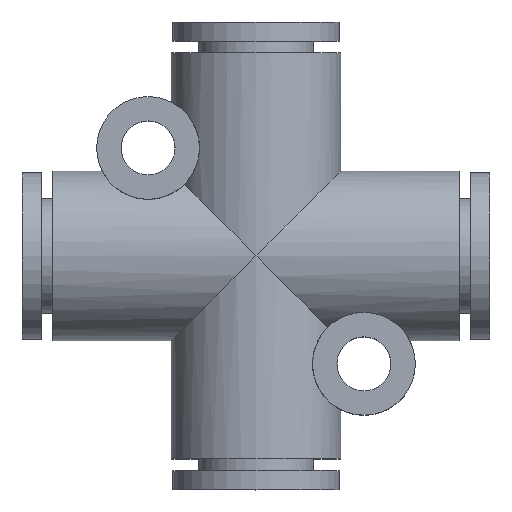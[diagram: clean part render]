
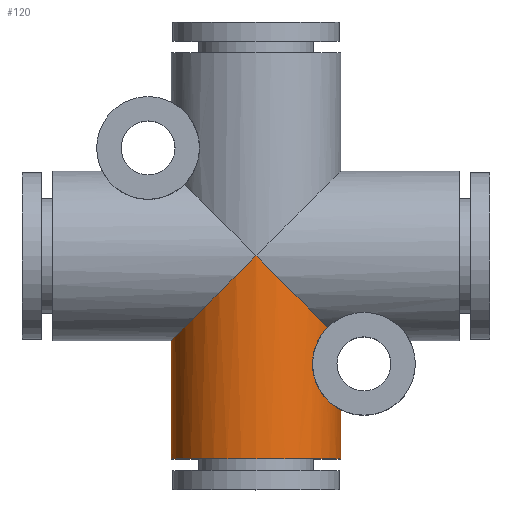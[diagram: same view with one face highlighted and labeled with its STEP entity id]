
A CAD part, top view. The second image highlights one B-rep face of the part: STEP entity #120.
In plain terms, the highlighted cylindrical face has radius 6.6 mm (diameter 13.2 mm), a full revolution.
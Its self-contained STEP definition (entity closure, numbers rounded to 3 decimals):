
#120 = ADVANCED_FACE( '', ( #271, #272 ), #273, .T. );
#271 = FACE_OUTER_BOUND( '', #436, .T. );
#272 = FACE_OUTER_BOUND( '', #437, .T. );
#273 = CYLINDRICAL_SURFACE( '', #438, 6.6 );
#436 = EDGE_LOOP( '', ( #658 ) );
#437 = EDGE_LOOP( '', ( #659, #660, #661, #662 ) );
#438 = AXIS2_PLACEMENT_3D( '', #663, #664, #665 );
#658 = ORIENTED_EDGE( '', *, *, #806, .F. );
#659 = ORIENTED_EDGE( '', *, *, #804, .F. );
#660 = ORIENTED_EDGE( '', *, *, #784, .T. );
#661 = ORIENTED_EDGE( '', *, *, #807, .T. );
#662 = ORIENTED_EDGE( '', *, *, #783, .T. );
#663 = CARTESIAN_POINT( '', ( 0., -18.2, 0. ) );
#664 = DIRECTION( '', ( 0., 1., 0. ) );
#665 = DIRECTION( '', ( 1., 0., 0. ) );
#783 = EDGE_CURVE( '', #875, #896, #899, .F. );
#784 = EDGE_CURVE( '', #897, #874, #900, .F. );
#804 = EDGE_CURVE( '', #897, #896, #929, .T. );
#806 = EDGE_CURVE( '', #931, #931, #932, .T. );
#807 = EDGE_CURVE( '', #874, #875, #933, .T. );
#874 = VERTEX_POINT( '', #1002 );
#875 = VERTEX_POINT( '', #1003 );
#896 = VERTEX_POINT( '', #1085 );
#897 = VERTEX_POINT( '', #1086 );
#899 = ELLIPSE( '', #1149, 9.334, 6.6 );
#900 = ELLIPSE( '', #1150, 9.334, 6.6 );
#929 = B_SPLINE_CURVE_WITH_KNOTS( '', 3, ( #1179, #1180, #1181, #1182, #1183, #1184, #1185, #1186, #1187, #1188, #1189, #1190, #1191, #1192, #1193, #1194, #1195, #1196, #1197, #1198, #1199, #1200, #1201, #1202, #1203, #1204, #1205, #1206, #1207, #1208, #1209, #1210, #1211, #1212, #1213, #1214, #1215, #1216, #1217, #1218, #1219, #1220, #1221, #1222, #1223, #1224, #1225, #1226, #1227, #1228, #1229, #1230, #1231, #1232, #1233, #1234, #1235, #1236, #1237, #1238, #1239, #1240 ), .UNSPECIFIED., .F., .F., ( 4, 2, 2, 2, 2, 2, 2, 2, 2, 2, 2, 2, 2, 2, 2, 2, 2, 2, 2, 2, 2, 2, 2, 2, 2, 2, 2, 2, 2, 2, 4 ), ( 0.004, 0.004, 0.005, 0.006, 0.007, 0.007, 0.008, 0.009, 0.009, 0.01, 0.011, 0.011, 0.012, 0.013, 0.014, 0.015, 0.016, 0.017, 0.017, 0.018, 0.019, 0.019, 0.02, 0.021, 0.021, 0.022, 0.023, 0.023, 0.024, 0.025, 0.025 ), .UNSPECIFIED. );
#931 = VERTEX_POINT( '', #1242 );
#932 = CIRCLE( '', #1243, 6.6 );
#933 = ELLIPSE( '', #1244, 9.334, 6.6 );
#1002 = CARTESIAN_POINT( '', ( 0., 0., 6.6 ) );
#1003 = CARTESIAN_POINT( '', ( 0., 0., -6.6 ) );
#1085 = CARTESIAN_POINT( '', ( 5.572, -5.572, -3.538 ) );
#1086 = CARTESIAN_POINT( '', ( 5.572, -5.572, 3.538 ) );
#1149 = AXIS2_PLACEMENT_3D( '', #1403, #1404, #1405 );
#1150 = AXIS2_PLACEMENT_3D( '', #1406, #1407, #1408 );
#1179 = CARTESIAN_POINT( '', ( 5.572, -5.572, 3.538 ) );
#1180 = CARTESIAN_POINT( '', ( 5.464, -5.679, 3.707 ) );
#1181 = CARTESIAN_POINT( '', ( 5.354, -5.801, 3.863 ) );
#1182 = CARTESIAN_POINT( '', ( 5.137, -6.08, 4.148 ) );
#1183 = CARTESIAN_POINT( '', ( 5.028, -6.239, 4.277 ) );
#1184 = CARTESIAN_POINT( '', ( 4.832, -6.581, 4.498 ) );
#1185 = CARTESIAN_POINT( '', ( 4.743, -6.766, 4.591 ) );
#1186 = CARTESIAN_POINT( '', ( 4.589, -7.167, 4.745 ) );
#1187 = CARTESIAN_POINT( '', ( 4.526, -7.38, 4.804 ) );
#1188 = CARTESIAN_POINT( '', ( 4.437, -7.816, 4.887 ) );
#1189 = CARTESIAN_POINT( '', ( 4.409, -8.044, 4.911 ) );
#1190 = CARTESIAN_POINT( '', ( 4.395, -8.5, 4.924 ) );
#1191 = CARTESIAN_POINT( '', ( 4.407, -8.726, 4.913 ) );
#1192 = CARTESIAN_POINT( '', ( 4.469, -9.174, 4.857 ) );
#1193 = CARTESIAN_POINT( '', ( 4.52, -9.395, 4.811 ) );
#1194 = CARTESIAN_POINT( '', ( 4.651, -9.81, 4.684 ) );
#1195 = CARTESIAN_POINT( '', ( 4.733, -10.01, 4.602 ) );
#1196 = CARTESIAN_POINT( '', ( 4.917, -10.378, 4.405 ) );
#1197 = CARTESIAN_POINT( '', ( 5.019, -10.545, 4.29 ) );
#1198 = CARTESIAN_POINT( '', ( 5.233, -10.85, 4.026 ) );
#1199 = CARTESIAN_POINT( '', ( 5.344, -10.986, 3.878 ) );
#1200 = CARTESIAN_POINT( '', ( 5.562, -11.224, 3.558 ) );
#1201 = CARTESIAN_POINT( '', ( 5.671, -11.327, 3.383 ) );
#1202 = CARTESIAN_POINT( '', ( 5.875, -11.505, 3.016 ) );
#1203 = CARTESIAN_POINT( '', ( 5.969, -11.579, 2.824 ) );
#1204 = CARTESIAN_POINT( '', ( 6.229, -11.766, 2.226 ) );
#1205 = CARTESIAN_POINT( '', ( 6.368, -11.847, 1.793 ) );
#1206 = CARTESIAN_POINT( '', ( 6.506, -11.924, 1.131 ) );
#1207 = CARTESIAN_POINT( '', ( 6.541, -11.942, 0.908 ) );
#1208 = CARTESIAN_POINT( '', ( 6.588, -11.966, 0.456 ) );
#1209 = CARTESIAN_POINT( '', ( 6.6, -11.972, 0.227 ) );
#1210 = CARTESIAN_POINT( '', ( 6.6, -11.972, -0.453 ) );
#1211 = CARTESIAN_POINT( '', ( 6.554, -11.95, -0.902 ) );
#1212 = CARTESIAN_POINT( '', ( 6.415, -11.873, -1.566 ) );
#1213 = CARTESIAN_POINT( '', ( 6.358, -11.84, -1.786 ) );
#1214 = CARTESIAN_POINT( '', ( 6.223, -11.757, -2.21 ) );
#1215 = CARTESIAN_POINT( '', ( 6.146, -11.706, -2.416 ) );
#1216 = CARTESIAN_POINT( '', ( 5.973, -11.581, -2.816 ) );
#1217 = CARTESIAN_POINT( '', ( 5.877, -11.507, -3.011 ) );
#1218 = CARTESIAN_POINT( '', ( 5.673, -11.33, -3.379 ) );
#1219 = CARTESIAN_POINT( '', ( 5.567, -11.228, -3.551 ) );
#1220 = CARTESIAN_POINT( '', ( 5.349, -10.992, -3.871 ) );
#1221 = CARTESIAN_POINT( '', ( 5.236, -10.855, -4.021 ) );
#1222 = CARTESIAN_POINT( '', ( 5.024, -10.553, -4.284 ) );
#1223 = CARTESIAN_POINT( '', ( 4.922, -10.387, -4.399 ) );
#1224 = CARTESIAN_POINT( '', ( 4.738, -10.023, -4.596 ) );
#1225 = CARTESIAN_POINT( '', ( 4.655, -9.823, -4.68 ) );
#1226 = CARTESIAN_POINT( '', ( 4.523, -9.408, -4.807 ) );
#1227 = CARTESIAN_POINT( '', ( 4.473, -9.192, -4.854 ) );
#1228 = CARTESIAN_POINT( '', ( 4.408, -8.741, -4.912 ) );
#1229 = CARTESIAN_POINT( '', ( 4.395, -8.513, -4.924 ) );
#1230 = CARTESIAN_POINT( '', ( 4.408, -8.059, -4.912 ) );
#1231 = CARTESIAN_POINT( '', ( 4.435, -7.829, -4.889 ) );
#1232 = CARTESIAN_POINT( '', ( 4.523, -7.39, -4.807 ) );
#1233 = CARTESIAN_POINT( '', ( 4.585, -7.179, -4.749 ) );
#1234 = CARTESIAN_POINT( '', ( 4.739, -6.775, -4.595 ) );
#1235 = CARTESIAN_POINT( '', ( 4.829, -6.587, -4.501 ) );
#1236 = CARTESIAN_POINT( '', ( 5.026, -6.242, -4.28 ) );
#1237 = CARTESIAN_POINT( '', ( 5.135, -6.083, -4.151 ) );
#1238 = CARTESIAN_POINT( '', ( 5.353, -5.803, -3.865 ) );
#1239 = CARTESIAN_POINT( '', ( 5.463, -5.68, -3.709 ) );
#1240 = CARTESIAN_POINT( '', ( 5.572, -5.572, -3.538 ) );
#1242 = CARTESIAN_POINT( '', ( 6.6, -15.8, 0. ) );
#1243 = AXIS2_PLACEMENT_3D( '', #1436, #1437, #1438 );
#1244 = AXIS2_PLACEMENT_3D( '', #1439, #1440, #1441 );
#1403 = CARTESIAN_POINT( '', ( 0., 0., 0. ) );
#1404 = DIRECTION( '', ( 0.707, 0.707, 0. ) );
#1405 = DIRECTION( '', ( 0.707, -0.707, 0. ) );
#1406 = CARTESIAN_POINT( '', ( 0., 0., 0. ) );
#1407 = DIRECTION( '', ( 0.707, 0.707, 0. ) );
#1408 = DIRECTION( '', ( 0.707, -0.707, 0. ) );
#1436 = CARTESIAN_POINT( '', ( 0., -15.8, 0. ) );
#1437 = DIRECTION( '', ( 0., -1., 0. ) );
#1438 = DIRECTION( '', ( 1., 0., 0. ) );
#1439 = CARTESIAN_POINT( '', ( 0., 0., 0. ) );
#1440 = DIRECTION( '', ( 0.707, -0.707, 0. ) );
#1441 = DIRECTION( '', ( 0.707, 0.707, 0. ) );
